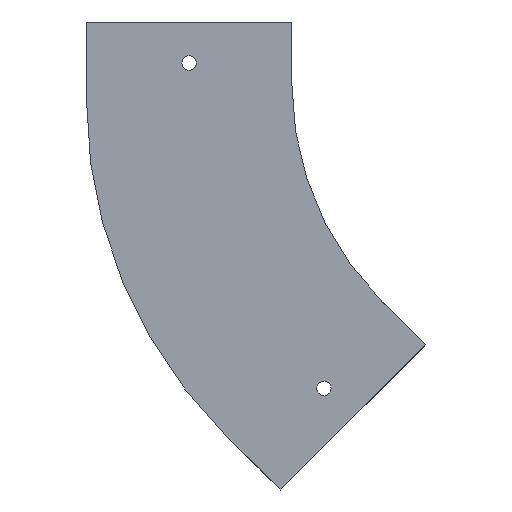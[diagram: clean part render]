
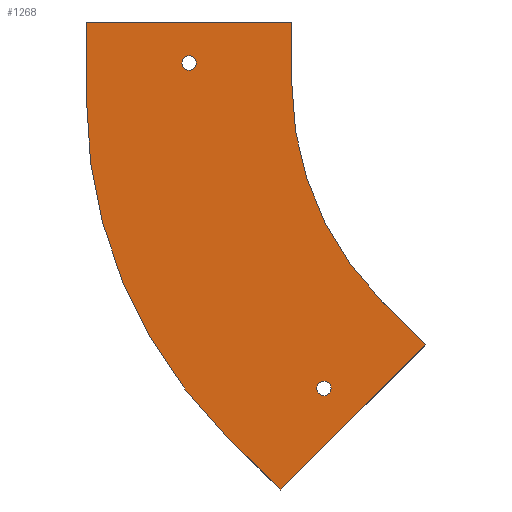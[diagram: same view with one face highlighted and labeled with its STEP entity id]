
A CAD part, front view. The second image highlights one B-rep face of the part: STEP entity #1268.
In plain terms, the highlighted planar face has unit normal (0, -1, 0).
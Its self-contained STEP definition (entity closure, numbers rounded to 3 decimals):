
#1 = DIRECTION ( 'NONE',  ( 0.707, 0., -0.707 ) ) ;
#7 = CARTESIAN_POINT ( 'NONE',  ( 115.147, 0., -157.279 ) ) ;
#35 = CARTESIAN_POINT ( 'NONE',  ( 50., 0., 0. ) ) ;
#37 = DIRECTION ( 'NONE',  ( 0., 0., -1. ) ) ;
#50 = CARTESIAN_POINT ( 'NONE',  ( 200., 0., -30. ) ) ;
#51 = DIRECTION ( 'NONE',  ( 0., -1., 0. ) ) ;
#52 = DIRECTION ( 'NONE',  ( 0., 0., -1. ) ) ;
#158 = AXIS2_PLACEMENT_3D ( 'NONE', #935, #942, #939 ) ;
#196 = CARTESIAN_POINT ( 'NONE',  ( 65.65, 0., -174.992 ) ) ;
#229 = AXIS2_PLACEMENT_3D ( 'NONE', #594, #597, #576 ) ;
#240 = AXIS2_PLACEMENT_3D ( 'NONE', #50, #51, #52 ) ;
#252 = AXIS2_PLACEMENT_3D ( 'NONE', #556, #540, #551 ) ;
#253 = AXIS2_PLACEMENT_3D ( 'NONE', #536, #552, #549 ) ;
#258 = EDGE_CURVE ( 'NONE', #328, #326, #470, .T. ) ;
#261 = EDGE_CURVE ( 'NONE', #326, #302, #475, .T. ) ;
#289 = EDGE_LOOP ( 'NONE', ( #1187 ) ) ;
#297 = VERTEX_POINT ( 'NONE', #1140 ) ;
#298 = VERTEX_POINT ( 'NONE', #1139 ) ;
#302 = VERTEX_POINT ( 'NONE', #1123 ) ;
#308 = VERTEX_POINT ( 'NONE', #1146 ) ;
#316 = VERTEX_POINT ( 'NONE', #1130 ) ;
#319 = VERTEX_POINT ( 'NONE', #1148 ) ;
#326 = VERTEX_POINT ( 'NONE', #1093 ) ;
#328 = VERTEX_POINT ( 'NONE', #1092 ) ;
#373 = CARTESIAN_POINT ( 'NONE',  ( 0., 0., -16.5 ) ) ;
#378 = CARTESIAN_POINT ( 'NONE',  ( -50., 0., 0. ) ) ;
#393 = CARTESIAN_POINT ( 'NONE',  ( -50., 0., 0. ) ) ;
#406 = CARTESIAN_POINT ( 'NONE',  ( 44.437, 0., -227.99 ) ) ;
#411 = DIRECTION ( 'NONE',  ( -0.707, 0., -0.707 ) ) ;
#421 = DIRECTION ( 'NONE',  ( 0., 0., 1. ) ) ;
#422 = DIRECTION ( 'NONE',  ( 1., 0., 0. ) ) ;
#470 = LINE ( 'NONE', #611, #474 ) ;
#474 = VECTOR ( 'NONE', #621, 1000. ) ;
#475 = CIRCLE ( 'NONE', #229, 230. ) ;
#536 = CARTESIAN_POINT ( 'NONE',  ( 0., 0., -20. ) ) ;
#540 = DIRECTION ( 'NONE',  ( 0., -1., 0. ) ) ;
#549 = DIRECTION ( 'NONE',  ( 0., 0., 1. ) ) ;
#551 = DIRECTION ( 'NONE',  ( 0., 0., 1. ) ) ;
#552 = DIRECTION ( 'NONE',  ( 0., -1., 0. ) ) ;
#556 = CARTESIAN_POINT ( 'NONE',  ( 65.65, 0., -178.492 ) ) ;
#576 = DIRECTION ( 'NONE',  ( 0., 0., 1. ) ) ;
#594 = CARTESIAN_POINT ( 'NONE',  ( 180., 0., -38.284 ) ) ;
#597 = DIRECTION ( 'NONE',  ( 0., 1., 0. ) ) ;
#611 = CARTESIAN_POINT ( 'NONE',  ( 17.365, 0., -200.919 ) ) ;
#621 = DIRECTION ( 'NONE',  ( -0.707, 0., 0.707 ) ) ;
#629 = FACE_BOUND ( 'NONE', #289, .T. ) ;
#634 = FACE_OUTER_BOUND ( 'NONE', #977, .T. ) ;
#643 = FACE_BOUND ( 'NONE', #973, .T. ) ;
#648 = VERTEX_POINT ( 'NONE', #196 ) ;
#649 = VERTEX_POINT ( 'NONE', #373 ) ;
#694 = EDGE_CURVE ( 'NONE', #297, #308, #823, .T. ) ;
#697 = EDGE_CURVE ( 'NONE', #308, #316, #826, .T. ) ;
#704 = EDGE_CURVE ( 'NONE', #316, #319, #838, .T. ) ;
#710 = EDGE_CURVE ( 'NONE', #319, #328, #850, .T. ) ;
#726 = LINE ( 'NONE', #393, #728 ) ;
#728 = VECTOR ( 'NONE', #421, 1000. ) ;
#733 = LINE ( 'NONE', #378, #736 ) ;
#736 = VECTOR ( 'NONE', #422, 1000. ) ;
#762 = CIRCLE ( 'NONE', #252, 3.5 ) ;
#765 = CIRCLE ( 'NONE', #253, 3.5 ) ;
#823 = LINE ( 'NONE', #35, #825 ) ;
#825 = VECTOR ( 'NONE', #37, 1000. ) ;
#826 = CIRCLE ( 'NONE', #240, 150. ) ;
#838 = LINE ( 'NONE', #7, #841 ) ;
#841 = VECTOR ( 'NONE', #1, 1000. ) ;
#850 = LINE ( 'NONE', #406, #853 ) ;
#853 = VECTOR ( 'NONE', #411, 1000. ) ;
#935 = CARTESIAN_POINT ( 'NONE',  ( 180., 0., -38.284 ) ) ;
#937 = PLANE ( 'NONE',  #158 ) ;
#938 = EDGE_CURVE ( 'NONE', #302, #298, #726, .T. ) ;
#939 = DIRECTION ( 'NONE',  ( 0., 0., 1. ) ) ;
#942 = DIRECTION ( 'NONE',  ( 0., 1., 0. ) ) ;
#945 = EDGE_CURVE ( 'NONE', #298, #297, #733, .T. ) ;
#973 = EDGE_LOOP ( 'NONE', ( #1190 ) ) ;
#977 = EDGE_LOOP ( 'NONE', ( #1189, #1192, #1191, #1194, #1193, #1197, #1196, #1198 ) ) ;
#993 = EDGE_CURVE ( 'NONE', #648, #648, #762, .T. ) ;
#994 = EDGE_CURVE ( 'NONE', #649, #649, #765, .T. ) ;
#1092 = CARTESIAN_POINT ( 'NONE',  ( 44.437, 0., -227.99 ) ) ;
#1093 = CARTESIAN_POINT ( 'NONE',  ( 17.365, 0., -200.919 ) ) ;
#1123 = CARTESIAN_POINT ( 'NONE',  ( -50., 0., -38.284 ) ) ;
#1130 = CARTESIAN_POINT ( 'NONE',  ( 93.934, 0., -136.066 ) ) ;
#1139 = CARTESIAN_POINT ( 'NONE',  ( -50., 0., 0. ) ) ;
#1140 = CARTESIAN_POINT ( 'NONE',  ( 50., 0., 0. ) ) ;
#1146 = CARTESIAN_POINT ( 'NONE',  ( 50., 0., -30. ) ) ;
#1148 = CARTESIAN_POINT ( 'NONE',  ( 115.147, 0., -157.279 ) ) ;
#1187 = ORIENTED_EDGE ( 'NONE', *, *, #993, .F. ) ;
#1189 = ORIENTED_EDGE ( 'NONE', *, *, #258, .F. ) ;
#1190 = ORIENTED_EDGE ( 'NONE', *, *, #994, .F. ) ;
#1191 = ORIENTED_EDGE ( 'NONE', *, *, #704, .F. ) ;
#1192 = ORIENTED_EDGE ( 'NONE', *, *, #710, .F. ) ;
#1193 = ORIENTED_EDGE ( 'NONE', *, *, #694, .F. ) ;
#1194 = ORIENTED_EDGE ( 'NONE', *, *, #697, .F. ) ;
#1196 = ORIENTED_EDGE ( 'NONE', *, *, #938, .F. ) ;
#1197 = ORIENTED_EDGE ( 'NONE', *, *, #945, .F. ) ;
#1198 = ORIENTED_EDGE ( 'NONE', *, *, #261, .F. ) ;
#1268 = ADVANCED_FACE ( 'NONE', ( #629, #643, #634 ), #937, .F. ) ;
